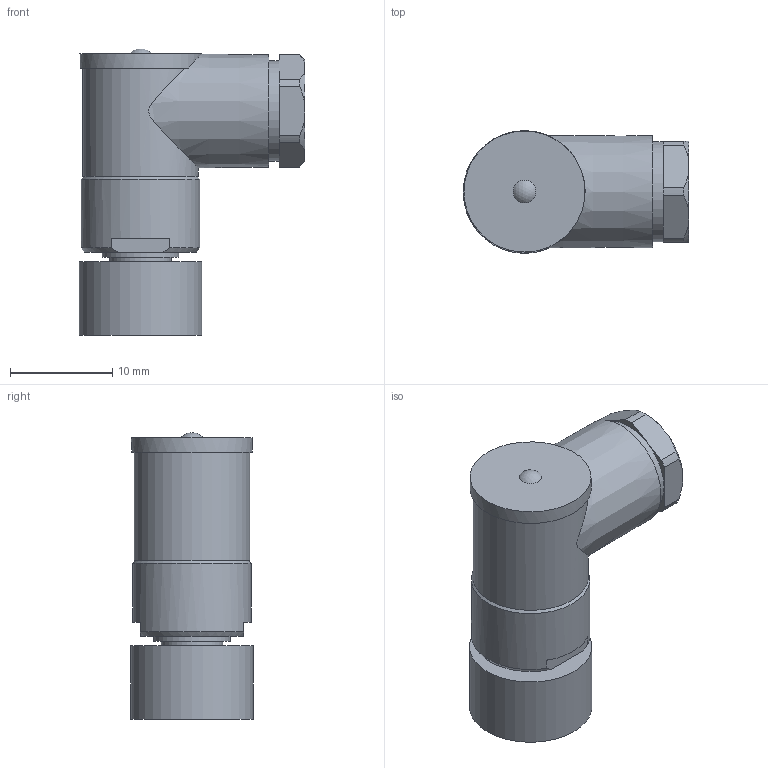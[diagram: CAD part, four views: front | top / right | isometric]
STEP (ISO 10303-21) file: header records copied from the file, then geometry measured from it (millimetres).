
FILE_DESCRIPTION(/* description */ (''),/* implementation_level */ '2;1');
FILE_NAME(/* name */ 'SLK3212-0-L.stp',/* time_stamp */ '2018-07-31T13:26:59+08:00',/* author */ (''),/* organization */ (''),/* preprocessor_version */ 'ST-DEVELOPER v14',/* originating_system */ 'SIEMENS PLM Software NX 8.0',/* authorisation */ '');
FILE_SCHEMA (('AUTOMOTIVE_DESIGN { 1 0 10303 214 3 1 1 1 }'));
Length unit declared in the file: millimetre
Products named in the file (1): DELL2EB08723pqif
Bounding box: 22.07 x 12 x 28.04 mm (x, y, z)
Volume: 3364.5 mm3; surface area: 2663.2 mm2
Topology: 1 solids, 2 shells, 118 faces, 281 edges, 187 vertices
Faces by surface type: plane 59, cylinder 35, cone 20, torus 3, sphere 1
Full cylindrical faces by diameter (mm): 1 x3, 1.1 x3, 4.9 x1, 5.6 x2, 6 x1, 6.2 x1, 6.908 x1, 7 x1, 7.5 x2, 7.7 x1, 8.9 x1, 9 x1, 9.2 x1, 9.6 x1, 9.8 x1, 11.3 x1, 11.6 x1, 11.85 x1, 12 x1
Entity records: 3545 total; most frequent: CARTESIAN_POINT 590, DIRECTION 548, ORIENTED_EDGE 434, AXIS2_PLACEMENT_3D 232, EDGE_CURVE 217, EDGE_LOOP 180, VERTEX_POINT 166, FACE_BOUND 128
